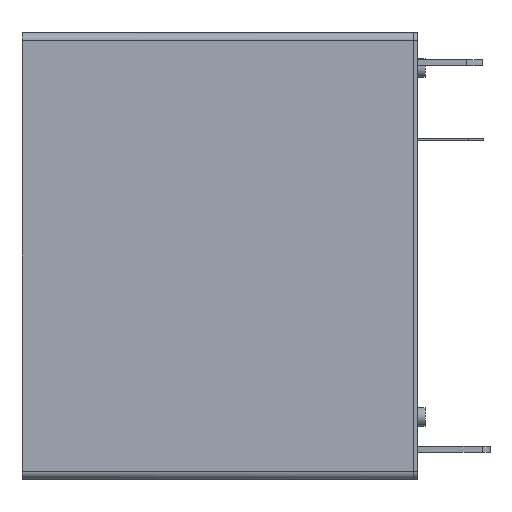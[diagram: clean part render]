
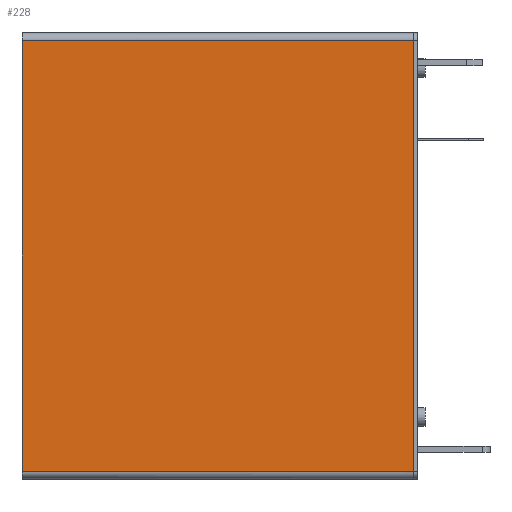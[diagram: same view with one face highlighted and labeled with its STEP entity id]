
A CAD part, front view. The second image highlights one B-rep face of the part: STEP entity #228.
In plain terms, the highlighted planar face has unit normal (0, -1, 0).
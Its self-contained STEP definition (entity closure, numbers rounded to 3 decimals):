
#123=FACE_OUTER_BOUND('',#450,.T.);
#228=ADVANCED_FACE('',(#123),#318,.T.);
#318=PLANE('',#1662);
#450=EDGE_LOOP('',(#603,#604,#605,#606));
#603=ORIENTED_EDGE('',*,*,#1167,.F.);
#604=ORIENTED_EDGE('',*,*,#1168,.F.);
#605=ORIENTED_EDGE('',*,*,#1159,.T.);
#606=ORIENTED_EDGE('',*,*,#1169,.T.);
#1019=VERTEX_POINT('',#2333);
#1020=VERTEX_POINT('',#2334);
#1027=VERTEX_POINT('',#2350);
#1028=VERTEX_POINT('',#2351);
#1159=EDGE_CURVE('',#1019,#1020,#1355,.T.);
#1167=EDGE_CURVE('',#1027,#1028,#1359,.T.);
#1168=EDGE_CURVE('',#1019,#1027,#1360,.T.);
#1169=EDGE_CURVE('',#1020,#1028,#1361,.T.);
#1355=LINE('',#2332,#1515);
#1359=LINE('',#2349,#1519);
#1360=LINE('',#2352,#1520);
#1361=LINE('',#2353,#1521);
#1515=VECTOR('',#1838,1.);
#1519=VECTOR('',#1852,1.);
#1520=VECTOR('',#1853,1.);
#1521=VECTOR('',#1854,1.);
#1662=AXIS2_PLACEMENT_3D('',#2354,#1855,#1856);
#1838=DIRECTION('',(0.,0.,1.));
#1852=DIRECTION('',(0.,0.,1.));
#1853=DIRECTION('',(-1.,0.,0.));
#1854=DIRECTION('',(-1.,0.,0.));
#1855=DIRECTION('',(0.,-1.,0.));
#1856=DIRECTION('',(0.,0.,-1.));
#2332=CARTESIAN_POINT('',(3.04,-16.26,14.755));
#2333=CARTESIAN_POINT('',(3.04,-16.26,14.755));
#2334=CARTESIAN_POINT('',(3.04,-16.26,42.605));
#2349=CARTESIAN_POINT('',(-22.26,-16.26,14.755));
#2350=CARTESIAN_POINT('',(-22.26,-16.26,14.755));
#2351=CARTESIAN_POINT('',(-22.26,-16.26,42.605));
#2352=CARTESIAN_POINT('',(3.04,-16.26,14.755));
#2353=CARTESIAN_POINT('',(3.04,-16.26,42.605));
#2354=CARTESIAN_POINT('',(3.04,-16.26,14.755));
